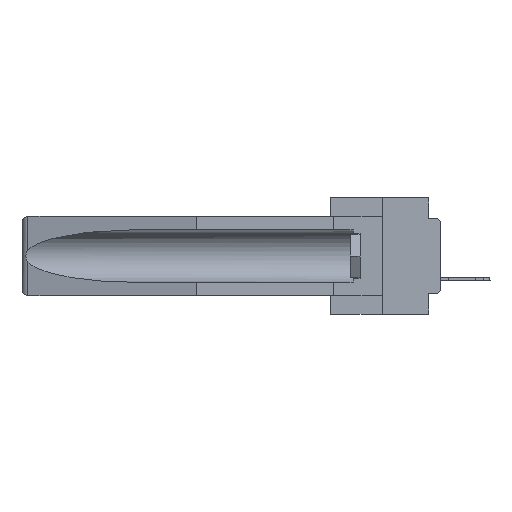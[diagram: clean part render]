
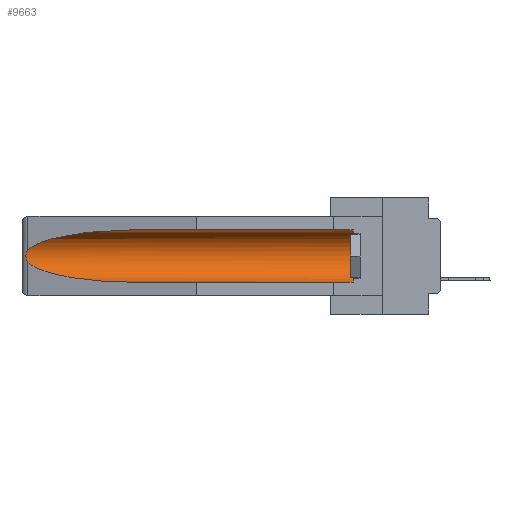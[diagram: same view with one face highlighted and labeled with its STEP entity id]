
A CAD part, left-side view. The second image highlights one B-rep face of the part: STEP entity #9663.
In plain terms, the highlighted cylindrical face has radius 2.857 mm (diameter 5.715 mm), a partial arc.
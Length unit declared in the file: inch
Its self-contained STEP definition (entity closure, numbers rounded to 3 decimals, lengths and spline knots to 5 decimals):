
#416 = CARTESIAN_POINT ( 'NONE',  ( 0.26537, 1.52718, -0.19328 ) ) ;
#484 = LINE ( 'NONE', #4845, #24777 ) ;
#724 = VERTEX_POINT ( 'NONE', #25914 ) ;
#1176 = DIRECTION ( 'NONE',  ( 0., -1., 0. ) ) ;
#1802 = VERTEX_POINT ( 'NONE', #12831 ) ;
#2172 = CARTESIAN_POINT ( 'NONE',  ( 0.26655, 1.53094, -0.18657 ) ) ;
#3400 = VECTOR ( 'NONE', #5886, 39.37008 ) ;
#3689 = CARTESIAN_POINT ( 'NONE',  ( 0.21114, 1.30732, -0.284 ) ) ;
#4657 = FACE_OUTER_BOUND ( 'NONE', #22343, .T. ) ;
#4845 = CARTESIAN_POINT ( 'NONE',  ( 0.155, -0.30754, -0.059 ) ) ;
#5886 = DIRECTION ( 'NONE',  ( 0., 1., 0. ) ) ;
#6436 = CARTESIAN_POINT ( 'NONE',  ( 0.155, 1.07973, -0.284 ) ) ;
#6446 = VERTEX_POINT ( 'NONE', #22116 ) ;
#6690 = CARTESIAN_POINT ( 'NONE',  ( 0.2673, 1.53269, -0.17917 ) ) ;
#6711 = EDGE_CURVE ( 'NONE', #1802, #724, #484, .T. ) ;
#6843 = EDGE_CURVE ( 'NONE', #6446, #1802, #15210, .T. ) ;
#8477 = ORIENTED_EDGE ( 'NONE', *, *, #6843, .T. ) ;
#8503 = AXIS2_PLACEMENT_3D ( 'NONE', #21738, #1176, #10348 ) ;
#8775 = CARTESIAN_POINT ( 'NONE',  ( 0.155, 1.07973, -0.284 ) ) ;
#8943 = CARTESIAN_POINT ( 'NONE',  ( 0.2675, 1.53308, -0.17534 ) ) ;
#9663 = ADVANCED_FACE ( 'NONE', ( #4657 ), #23099, .F. ) ;
#10348 = DIRECTION ( 'NONE',  ( 0., 0., 1. ) ) ;
#10502 = CARTESIAN_POINT ( 'NONE',  ( 0.25451, 1.48313, -0.09465 ) ) ;
#11028 = AXIS2_PLACEMENT_3D ( 'NONE', #29316, #18436, #13817 ) ;
#11110 = ORIENTED_EDGE ( 'NONE', *, *, #6711, .T. ) ;
#12194 = EDGE_CURVE ( 'NONE', #6446, #25337, #15490, .T. ) ;
#12557 = EDGE_CURVE ( 'NONE', #724, #15456, #16832, .T. ) ;
#12697 = CARTESIAN_POINT ( 'NONE',  ( 0.26537, 1.52718, -0.19328 ) ) ;
#12818 = CARTESIAN_POINT ( 'NONE',  ( 0.155, -0.30754, -0.284 ) ) ;
#12831 = CARTESIAN_POINT ( 'NONE',  ( 0.155, 0.126, -0.059 ) ) ;
#12848 = CARTESIAN_POINT ( 'NONE',  ( 0.26537, 1.52718, -0.14972 ) ) ;
#13015 = CARTESIAN_POINT ( 'NONE',  ( 0.26537, 1.52718, -0.19328 ) ) ;
#13817 = DIRECTION ( 'NONE',  ( 0., 0., 1. ) ) ;
#15210 = CIRCLE ( 'NONE', #8503, 0.1125 ) ;
#15456 = VERTEX_POINT ( 'NONE', #12848 ) ;
#15490 = LINE ( 'NONE', #12818, #3400 ) ;
#15573 = ORIENTED_EDGE ( 'NONE', *, *, #12194, .F. ) ;
#16832 =( BOUNDED_CURVE ( )  B_SPLINE_CURVE ( 3, ( #24605, #21750, #10502, #28851 ),
 .UNSPECIFIED., .F., .F. ) 
 B_SPLINE_CURVE_WITH_KNOTS ( ( 4, 4 ),
 ( 4.71239, 6.08839 ),
 .UNSPECIFIED. ) 
 CURVE ( )  GEOMETRIC_REPRESENTATION_ITEM ( )  RATIONAL_B_SPLINE_CURVE ( ( 1., 0.848, 0.848, 1. ) ) 
 REPRESENTATION_ITEM ( '' )  );
#17169 = ORIENTED_EDGE ( 'NONE', *, *, #17341, .T. ) ;
#17341 = EDGE_CURVE ( 'NONE', #15456, #25520, #18805, .T. ) ;
#17644 = CARTESIAN_POINT ( 'NONE',  ( 0.26537, 1.52718, -0.14972 ) ) ;
#18085 = CARTESIAN_POINT ( 'NONE',  ( 0.26597, 1.5296, -0.19026 ) ) ;
#18436 = DIRECTION ( 'NONE',  ( 0., 1., 0. ) ) ;
#18805 = B_SPLINE_CURVE_WITH_KNOTS ( 'NONE', 3,
 ( #17644, #24402, #22730, #22586, #29528, #8943, #6690, #2172, #18085, #13015 ),
 .UNSPECIFIED., .F., .F.,
 ( 4, 2, 2, 2, 4 ),
 ( 0., 0.00029, 0.00058, 0.00087, 0.00117 ),
 .UNSPECIFIED. ) ;
#21738 = CARTESIAN_POINT ( 'NONE',  ( 0.155, 0.126, -0.1715 ) ) ;
#21750 = CARTESIAN_POINT ( 'NONE',  ( 0.21114, 1.30732, -0.059 ) ) ;
#22116 = CARTESIAN_POINT ( 'NONE',  ( 0.155, 0.126, -0.284 ) ) ;
#22343 = EDGE_LOOP ( 'NONE', ( #29005, #17169, #26312, #15573, #8477, #11110 ) ) ;
#22586 = CARTESIAN_POINT ( 'NONE',  ( 0.2673, 1.5327, -0.16383 ) ) ;
#22730 = CARTESIAN_POINT ( 'NONE',  ( 0.26654, 1.53092, -0.15636 ) ) ;
#23099 = CYLINDRICAL_SURFACE ( 'NONE', #11028, 0.1125 ) ;
#23296 = DIRECTION ( 'NONE',  ( 0., 1., 0. ) ) ;
#24402 = CARTESIAN_POINT ( 'NONE',  ( 0.26597, 1.52961, -0.15275 ) ) ;
#24605 = CARTESIAN_POINT ( 'NONE',  ( 0.155, 1.07973, -0.059 ) ) ;
#24777 = VECTOR ( 'NONE', #23296, 39.37008 ) ;
#25337 = VERTEX_POINT ( 'NONE', #6436 ) ;
#25520 = VERTEX_POINT ( 'NONE', #416 ) ;
#25914 = CARTESIAN_POINT ( 'NONE',  ( 0.155, 1.07973, -0.059 ) ) ;
#26312 = ORIENTED_EDGE ( 'NONE', *, *, #27666, .T. ) ;
#26484 = CARTESIAN_POINT ( 'NONE',  ( 0.25451, 1.48313, -0.24835 ) ) ;
#27666 = EDGE_CURVE ( 'NONE', #25520, #25337, #28172, .T. ) ;
#28172 =( BOUNDED_CURVE ( )  B_SPLINE_CURVE ( 3, ( #12697, #26484, #3689, #8775 ),
 .UNSPECIFIED., .F., .F. ) 
 B_SPLINE_CURVE_WITH_KNOTS ( ( 4, 4 ),
 ( 0.1948, 1.5708 ),
 .UNSPECIFIED. ) 
 CURVE ( )  GEOMETRIC_REPRESENTATION_ITEM ( )  RATIONAL_B_SPLINE_CURVE ( ( 1., 0.848, 0.848, 1. ) ) 
 REPRESENTATION_ITEM ( '' )  );
#28851 = CARTESIAN_POINT ( 'NONE',  ( 0.26537, 1.52718, -0.14972 ) ) ;
#29005 = ORIENTED_EDGE ( 'NONE', *, *, #12557, .T. ) ;
#29316 = CARTESIAN_POINT ( 'NONE',  ( 0.155, -0.30754, -0.1715 ) ) ;
#29528 = CARTESIAN_POINT ( 'NONE',  ( 0.2675, 1.53308, -0.16763 ) ) ;
